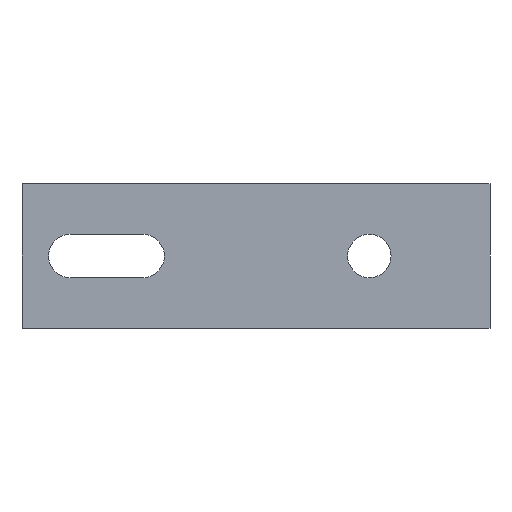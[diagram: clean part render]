
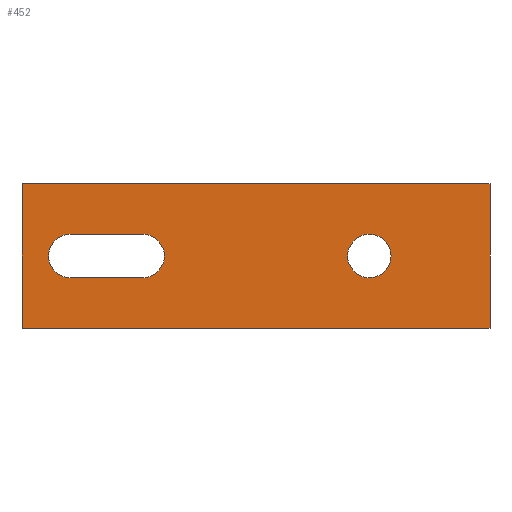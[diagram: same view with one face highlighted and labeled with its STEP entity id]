
A CAD part, left-side view. The second image highlights one B-rep face of the part: STEP entity #452.
In plain terms, the highlighted planar face has unit normal (-1, 0, 0).
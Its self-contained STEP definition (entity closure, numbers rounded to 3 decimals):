
#21 = DIRECTION ( 'NONE',  ( 0., -1., 0. ) ) ;
#29 = AXIS2_PLACEMENT_3D ( 'NONE', #971, #1061, #633 ) ;
#33 = AXIS2_PLACEMENT_3D ( 'NONE', #306, #724, #1163 ) ;
#59 = AXIS2_PLACEMENT_3D ( 'NONE', #1044, #281, #1149 ) ;
#93 = EDGE_LOOP ( 'NONE', ( #999, #1341, #394, #200 ) ) ;
#100 = CARTESIAN_POINT ( 'NONE',  ( 0., 97., -30. ) ) ;
#104 = EDGE_LOOP ( 'NONE', ( #1232, #223, #199, #549 ) ) ;
#107 = AXIS2_PLACEMENT_3D ( 'NONE', #449, #1106, #782 ) ;
#125 = VECTOR ( 'NONE', #440, 1000. ) ;
#176 = CIRCLE ( 'NONE', #107, 4.5 ) ;
#178 = ORIENTED_EDGE ( 'NONE', *, *, #241, .T. ) ;
#180 = FACE_OUTER_BOUND ( 'NONE', #104, .T. ) ;
#183 = VERTEX_POINT ( 'NONE', #627 ) ;
#184 = CARTESIAN_POINT ( 'NONE',  ( 0., 72., -19.5 ) ) ;
#197 = EDGE_CURVE ( 'NONE', #896, #1157, #519, .T. ) ;
#199 = ORIENTED_EDGE ( 'NONE', *, *, #1223, .F. ) ;
#200 = ORIENTED_EDGE ( 'NONE', *, *, #409, .T. ) ;
#203 = EDGE_CURVE ( 'NONE', #763, #461, #1401, .T. ) ;
#205 = LINE ( 'NONE', #537, #608 ) ;
#214 = EDGE_CURVE ( 'NONE', #931, #896, #205, .T. ) ;
#217 = CIRCLE ( 'NONE', #646, 4.5 ) ;
#223 = ORIENTED_EDGE ( 'NONE', *, *, #203, .T. ) ;
#241 = EDGE_CURVE ( 'NONE', #891, #479, #217, .T. ) ;
#281 = DIRECTION ( 'NONE',  ( 1., 0., 0. ) ) ;
#286 = CARTESIAN_POINT ( 'NONE',  ( 0., 25., -19.5 ) ) ;
#291 = CARTESIAN_POINT ( 'NONE',  ( 0., 87., -10.5 ) ) ;
#306 = CARTESIAN_POINT ( 'NONE',  ( 0., 25., -15. ) ) ;
#345 = CARTESIAN_POINT ( 'NONE',  ( 0., 0., 0. ) ) ;
#353 = EDGE_CURVE ( 'NONE', #183, #1293, #1003, .T. ) ;
#380 = CARTESIAN_POINT ( 'NONE',  ( 0., 72., -10.5 ) ) ;
#394 = ORIENTED_EDGE ( 'NONE', *, *, #669, .T. ) ;
#409 = EDGE_CURVE ( 'NONE', #1366, #931, #176, .T. ) ;
#438 = EDGE_CURVE ( 'NONE', #183, #763, #893, .T. ) ;
#440 = DIRECTION ( 'NONE',  ( 0., 0., -1. ) ) ;
#449 = CARTESIAN_POINT ( 'NONE',  ( 0., 87., -15. ) ) ;
#452 = ADVANCED_FACE ( 'PLANAR_0', ( #180, #613, #714 ), #1033, .F. ) ;
#461 = VERTEX_POINT ( 'NONE', #501 ) ;
#475 = CARTESIAN_POINT ( 'NONE',  ( 0., 87., -19.5 ) ) ;
#477 = CARTESIAN_POINT ( 'NONE',  ( 0., 25., -10.5 ) ) ;
#479 = VERTEX_POINT ( 'NONE', #286 ) ;
#494 = VECTOR ( 'NONE', #21, 1000. ) ;
#501 = CARTESIAN_POINT ( 'NONE',  ( 0., 0., -30. ) ) ;
#513 = VECTOR ( 'NONE', #632, 1000. ) ;
#519 = CIRCLE ( 'NONE', #29, 4.5 ) ;
#524 = DIRECTION ( 'NONE',  ( 0., -1., 0. ) ) ;
#537 = CARTESIAN_POINT ( 'NONE',  ( 0., 97., -10.5 ) ) ;
#549 = ORIENTED_EDGE ( 'NONE', *, *, #353, .F. ) ;
#608 = VECTOR ( 'NONE', #524, 1000. ) ;
#613 = FACE_BOUND ( 'NONE', #93, .T. ) ;
#627 = CARTESIAN_POINT ( 'NONE',  ( 0., 97., 0. ) ) ;
#632 = DIRECTION ( 'NONE',  ( 0., 1., 0. ) ) ;
#633 = DIRECTION ( 'NONE',  ( 0., 0., -1. ) ) ;
#646 = AXIS2_PLACEMENT_3D ( 'NONE', #962, #956, #948 ) ;
#669 = EDGE_CURVE ( 'NONE', #1157, #1366, #734, .T. ) ;
#714 = FACE_BOUND ( 'NONE', #775, .T. ) ;
#724 = DIRECTION ( 'NONE',  ( 1., 0., 0. ) ) ;
#733 = EDGE_CURVE ( 'NONE', #479, #891, #1281, .T. ) ;
#734 = LINE ( 'NONE', #1171, #513 ) ;
#763 = VERTEX_POINT ( 'NONE', #1310 ) ;
#773 = DIRECTION ( 'NONE',  ( 0., 0., -1. ) ) ;
#775 = EDGE_LOOP ( 'NONE', ( #178, #1077 ) ) ;
#782 = DIRECTION ( 'NONE',  ( 0., 0., -1. ) ) ;
#826 = VECTOR ( 'NONE', #773, 1000. ) ;
#880 = CARTESIAN_POINT ( 'NONE',  ( 0., 97., 0. ) ) ;
#891 = VERTEX_POINT ( 'NONE', #477 ) ;
#893 = LINE ( 'NONE', #1336, #826 ) ;
#896 = VERTEX_POINT ( 'NONE', #380 ) ;
#931 = VERTEX_POINT ( 'NONE', #291 ) ;
#948 = DIRECTION ( 'NONE',  ( 0., 0., -1. ) ) ;
#956 = DIRECTION ( 'NONE',  ( 1., 0., 0. ) ) ;
#962 = CARTESIAN_POINT ( 'NONE',  ( 0., 25., -15. ) ) ;
#971 = CARTESIAN_POINT ( 'NONE',  ( 0., 72., -15. ) ) ;
#975 = CARTESIAN_POINT ( 'NONE',  ( 0., 0., 0. ) ) ;
#999 = ORIENTED_EDGE ( 'NONE', *, *, #214, .T. ) ;
#1003 = LINE ( 'NONE', #880, #494 ) ;
#1033 = PLANE ( 'NONE',  #59 ) ;
#1044 = CARTESIAN_POINT ( 'NONE',  ( 0., 97., 0. ) ) ;
#1061 = DIRECTION ( 'NONE',  ( 1., 0., 0. ) ) ;
#1068 = DIRECTION ( 'NONE',  ( 0., -1., 0. ) ) ;
#1077 = ORIENTED_EDGE ( 'NONE', *, *, #733, .T. ) ;
#1085 = VECTOR ( 'NONE', #1068, 1000. ) ;
#1106 = DIRECTION ( 'NONE',  ( 1., 0., 0. ) ) ;
#1149 = DIRECTION ( 'NONE',  ( 0., 0., -1. ) ) ;
#1157 = VERTEX_POINT ( 'NONE', #184 ) ;
#1163 = DIRECTION ( 'NONE',  ( 0., 0., -1. ) ) ;
#1171 = CARTESIAN_POINT ( 'NONE',  ( 0., 97., -19.5 ) ) ;
#1223 = EDGE_CURVE ( 'NONE', #1293, #461, #1307, .T. ) ;
#1232 = ORIENTED_EDGE ( 'NONE', *, *, #438, .T. ) ;
#1281 = CIRCLE ( 'NONE', #33, 4.5 ) ;
#1293 = VERTEX_POINT ( 'NONE', #345 ) ;
#1307 = LINE ( 'NONE', #975, #125 ) ;
#1310 = CARTESIAN_POINT ( 'NONE',  ( 0., 97., -30. ) ) ;
#1336 = CARTESIAN_POINT ( 'NONE',  ( 0., 97., 0. ) ) ;
#1341 = ORIENTED_EDGE ( 'NONE', *, *, #197, .T. ) ;
#1366 = VERTEX_POINT ( 'NONE', #475 ) ;
#1401 = LINE ( 'NONE', #100, #1085 ) ;
